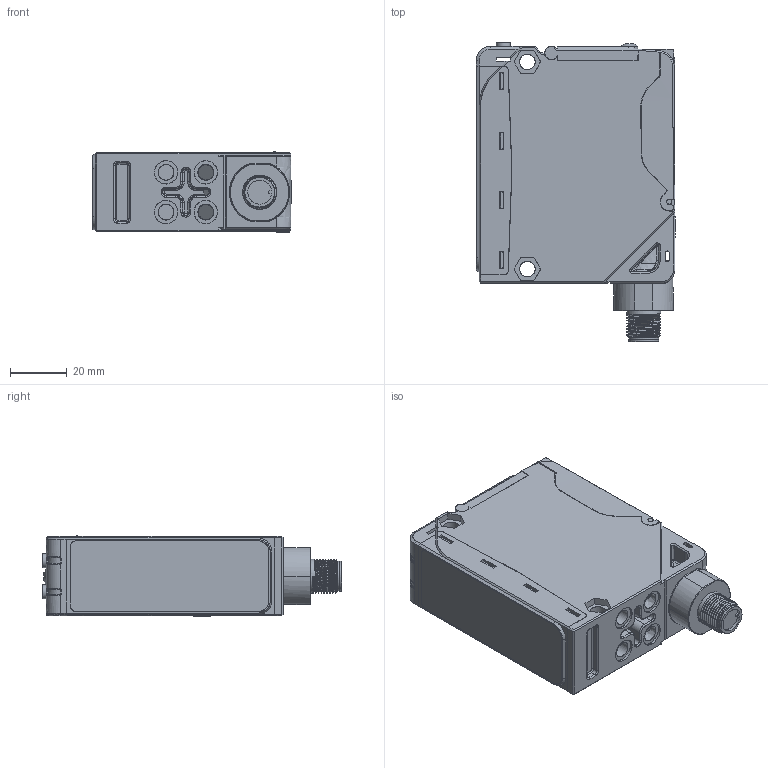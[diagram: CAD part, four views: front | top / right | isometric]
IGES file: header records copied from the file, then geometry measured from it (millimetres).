
Global section: file name: DSD-0370.igs; preprocessor: I-DEAS 3D IGES Translator 13; date: 20101108.161843; units: millimetre
Bounding box: 70.28 x 105.65 x 28.3 mm (x, y, z)
Volume: 239.6 mm3; surface area: 34618.9 mm2
Topology: 5 solids, 5 shells, 1160 faces, 6351 edges, 6178 vertices
Faces by surface type: bspline 1160
